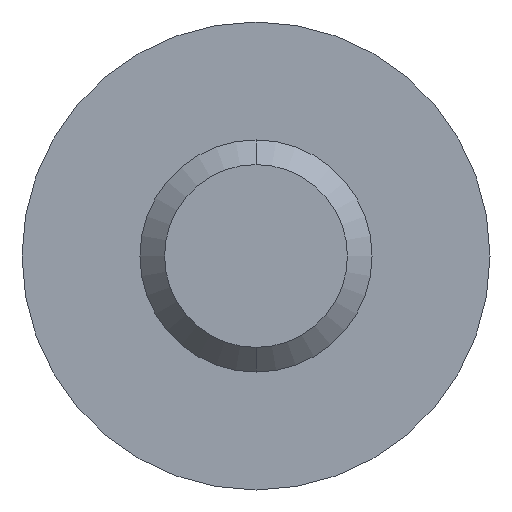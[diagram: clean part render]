
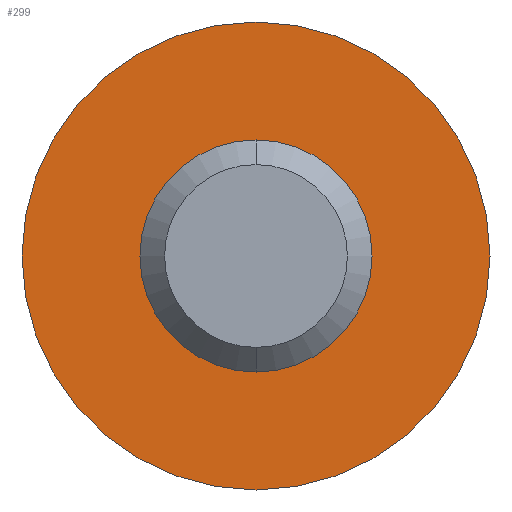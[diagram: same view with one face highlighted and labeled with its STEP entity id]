
A CAD part, front view. The second image highlights one B-rep face of the part: STEP entity #299.
In plain terms, the highlighted planar face has unit normal (0, -1, 0).
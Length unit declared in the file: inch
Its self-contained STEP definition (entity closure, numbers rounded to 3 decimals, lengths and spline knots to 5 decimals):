
#130=CARTESIAN_POINT('',(0.,0.,0.));
#131=DIRECTION('',(0.,1.,0.));
#132=DIRECTION('',(0.,0.,-1.));
#133=AXIS2_PLACEMENT_3D('',#130,#131,#132);
#135=CARTESIAN_POINT('',(0.,0.,0.));
#136=DIRECTION('',(0.,-1.,0.));
#137=DIRECTION('',(0.,0.,-1.));
#138=AXIS2_PLACEMENT_3D('',#135,#136,#137);
#140=CARTESIAN_POINT('',(0.,0.,0.));
#141=DIRECTION('',(0.,-1.,0.));
#142=DIRECTION('',(0.,0.,-1.));
#143=AXIS2_PLACEMENT_3D('',#140,#141,#142);
#153=CARTESIAN_POINT('',(0.,0.,0.));
#154=DIRECTION('',(0.,1.,0.));
#155=DIRECTION('',(0.,0.,-1.));
#156=AXIS2_PLACEMENT_3D('',#153,#154,#155);
#204=CARTESIAN_POINT('',(0.,0.,-0.09425));
#205=CARTESIAN_POINT('',(0.,0.,0.09425));
#206=VERTEX_POINT('',#204);
#207=VERTEX_POINT('',#205);
#208=CARTESIAN_POINT('',(0.,0.,-0.19));
#209=CARTESIAN_POINT('',(0.,0.,0.19));
#210=VERTEX_POINT('',#208);
#211=VERTEX_POINT('',#209);
#284=CARTESIAN_POINT('',(0.,0.,0.));
#285=DIRECTION('',(0.,-1.,0.));
#286=DIRECTION('',(0.,0.,1.));
#287=AXIS2_PLACEMENT_3D('',#284,#285,#286);
#288=PLANE('',#287);
#290=ORIENTED_EDGE('',*,*,#289,.F.);
#292=ORIENTED_EDGE('',*,*,#291,.T.);
#293=EDGE_LOOP('',(#290,#292));
#294=FACE_OUTER_BOUND('',#293,.F.);
#295=ORIENTED_EDGE('',*,*,#276,.F.);
#296=ORIENTED_EDGE('',*,*,#265,.T.);
#297=EDGE_LOOP('',(#295,#296));
#298=FACE_BOUND('',#297,.F.);
#299=ADVANCED_FACE('',(#294,#298),#288,.T.);
#134=CIRCLE('',#133,0.09425);
#139=CIRCLE('',#138,0.09425);
#144=CIRCLE('',#143,0.19);
#157=CIRCLE('',#156,0.19);
#265=EDGE_CURVE('',#206,#207,#139,.T.);
#276=EDGE_CURVE('',#206,#207,#134,.T.);
#289=EDGE_CURVE('',#210,#211,#144,.T.);
#291=EDGE_CURVE('',#210,#211,#157,.T.);
